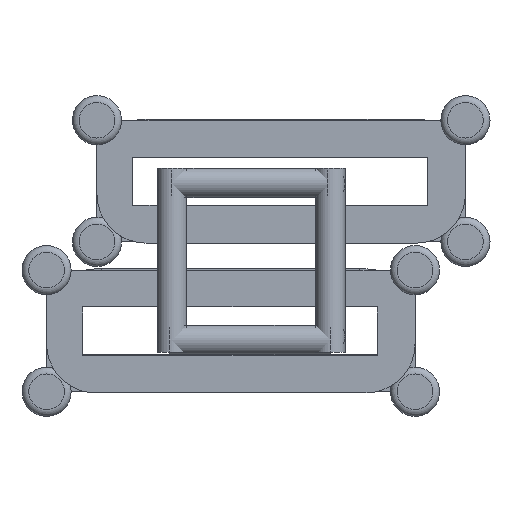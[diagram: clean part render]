
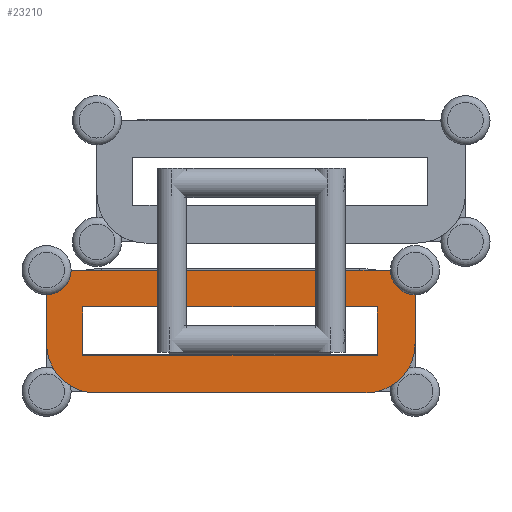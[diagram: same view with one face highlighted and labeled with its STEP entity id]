
A CAD part, front view. The second image highlights one B-rep face of the part: STEP entity #23210.
In plain terms, the highlighted planar face has unit normal (0, -1, 0).
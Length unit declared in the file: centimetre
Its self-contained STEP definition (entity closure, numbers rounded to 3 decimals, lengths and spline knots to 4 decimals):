
#196=LINE($,#34882,#2676);
#200=LINE($,#34890,#2680);
#207=LINE($,#34904,#2687);
#236=LINE($,#34963,#2716);
#247=LINE($,#34987,#2727);
#251=LINE($,#34997,#2731);
#252=LINE($,#34999,#2732);
#253=LINE($,#35001,#2733);
#2676=VECTOR($,#27877,0.3923);
#2680=VECTOR($,#27883,2.4);
#2687=VECTOR($,#27892,0.3923);
#2716=VECTOR($,#27939,2.4);
#2727=VECTOR($,#27960,2.2);
#2731=VECTOR($,#27972,0.6);
#2732=VECTOR($,#27973,3.);
#2733=VECTOR($,#27974,0.6);
#5287=PLANE($,#25282);
#6650=FACE_BOUND($,#8749,.T.);
#6651=FACE_BOUND($,#8750,.T.);
#8749=EDGE_LOOP($,(#17190,#17191,#17192,#17193));
#8750=EDGE_LOOP($,(#17194,#17195,#17196,#17197,#17198,#17199));
#10606=CIRCLE($,#25281,0.4);
#10607=CIRCLE($,#25283,0.4);
#11388=VERTEX_POINT($,#34880);
#11389=VERTEX_POINT($,#34881);
#11392=VERTEX_POINT($,#34889);
#11398=VERTEX_POINT($,#34903);
#11426=VERTEX_POINT($,#34984);
#11427=VERTEX_POINT($,#34986);
#11428=VERTEX_POINT($,#34992);
#11429=VERTEX_POINT($,#34996);
#11430=VERTEX_POINT($,#34998);
#11431=VERTEX_POINT($,#35000);
#13718=EDGE_CURVE($,#11388,#11389,#196,.T.);
#13722=EDGE_CURVE($,#11389,#11392,#200,.T.);
#13729=EDGE_CURVE($,#11392,#11398,#207,.T.);
#13759=EDGE_CURVE($,#11398,#11388,#236,.T.);
#13771=EDGE_CURVE($,#11427,#11426,#247,.F.);
#13774=EDGE_CURVE($,#11428,#11426,#10606,.T.);
#13776=EDGE_CURVE($,#11428,#11429,#251,.F.);
#13777=EDGE_CURVE($,#11429,#11430,#252,.F.);
#13778=EDGE_CURVE($,#11430,#11431,#253,.F.);
#13779=EDGE_CURVE($,#11427,#11431,#10607,.T.);
#17190=ORIENTED_EDGE($,*,*,#13722,.T.);
#17191=ORIENTED_EDGE($,*,*,#13729,.T.);
#17192=ORIENTED_EDGE($,*,*,#13759,.T.);
#17193=ORIENTED_EDGE($,*,*,#13718,.T.);
#17194=ORIENTED_EDGE($,*,*,#13774,.F.);
#17195=ORIENTED_EDGE($,*,*,#13776,.T.);
#17196=ORIENTED_EDGE($,*,*,#13777,.T.);
#17197=ORIENTED_EDGE($,*,*,#13778,.T.);
#17198=ORIENTED_EDGE($,*,*,#13779,.F.);
#17199=ORIENTED_EDGE($,*,*,#13771,.T.);
#23210=ADVANCED_FACE($,(#6650,#6651),#5287,.F.);
#25281=AXIS2_PLACEMENT_3D($,#34993,#27967,#27968);
#25282=AXIS2_PLACEMENT_3D($,#34995,#27970,#27971);
#25283=AXIS2_PLACEMENT_3D($,#35002,#27975,#27976);
#27877=DIRECTION($,(0.,0.,-1.));
#27883=DIRECTION($,(-1.,0.,0.));
#27892=DIRECTION($,(0.,0.,1.));
#27939=DIRECTION($,(1.,0.,0.));
#27960=DIRECTION($,(-1.,0.,0.));
#27967=DIRECTION('center_axis',(0.,1.,0.));
#27968=DIRECTION('ref_axis',(0.707,0.,-0.707));
#27970=DIRECTION('center_axis',(0.,1.,0.));
#27971=DIRECTION('ref_axis',(-1.,0.,0.));
#27972=DIRECTION($,(0.,0.,-1.));
#27973=DIRECTION($,(1.,0.,0.));
#27974=DIRECTION($,(0.,0.,1.));
#27975=DIRECTION('center_axis',(0.,1.,0.));
#27976=DIRECTION('ref_axis',(-0.707,0.,
-0.707));
#34880=CARTESIAN_POINT('',(-16.8067,17.415,0.89));
#34881=CARTESIAN_POINT('',(-16.8067,17.415,0.4977));
#34882=CARTESIAN_POINT($,(-16.8067,17.415,0.6438));
#34889=CARTESIAN_POINT('',(-19.2067,17.415,0.4977));
#34890=CARTESIAN_POINT($,(-17.2534,17.415,0.4977));
#34903=CARTESIAN_POINT('',(-19.2067,17.415,0.89));
#34904=CARTESIAN_POINT($,(-19.2067,17.415,0.6438));
#34963=CARTESIAN_POINT($,(-17.2534,17.415,0.89));
#34984=CARTESIAN_POINT('',(-16.9,17.415,0.19));
#34986=CARTESIAN_POINT('',(-19.1,17.415,0.19));
#34987=CARTESIAN_POINT($,(-16.5,17.415,0.19));
#34992=CARTESIAN_POINT('',(-16.5,17.415,0.59));
#34993=CARTESIAN_POINT('Origin',(-16.9,17.415,0.59));
#34995=CARTESIAN_POINT('Origin',(-16.5,17.415,0.54));
#34996=CARTESIAN_POINT('',(-16.5,17.415,1.19));
#34997=CARTESIAN_POINT($,(-16.5,17.415,0.54));
#34998=CARTESIAN_POINT('',(-19.5,17.415,1.19));
#34999=CARTESIAN_POINT($,(-16.5,17.415,1.19));
#35000=CARTESIAN_POINT('',(-19.5,17.415,0.59));
#35001=CARTESIAN_POINT($,(-19.5,17.415,0.54));
#35002=CARTESIAN_POINT('Origin',(-19.1,17.415,0.59));
